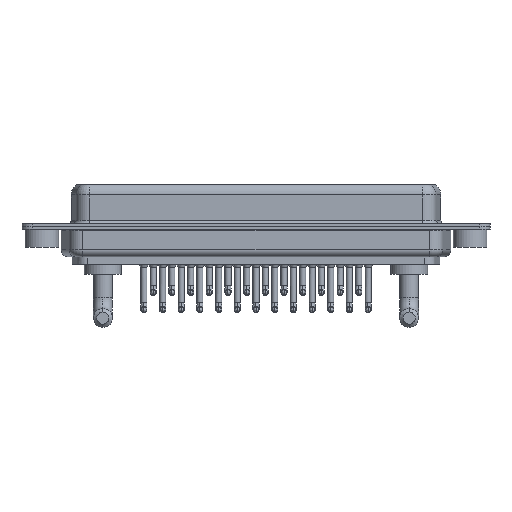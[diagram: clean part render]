
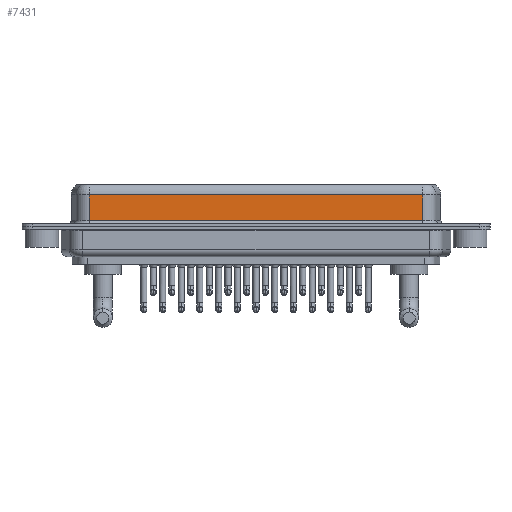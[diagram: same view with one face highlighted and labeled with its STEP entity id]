
A CAD part, front view. The second image highlights one B-rep face of the part: STEP entity #7431.
In plain terms, the highlighted planar face has unit normal (0, -1, 0).
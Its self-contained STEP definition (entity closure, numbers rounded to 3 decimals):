
#150 = VERTEX_POINT ( 'NONE', #8941 ) ;
#1139 = EDGE_CURVE ( 'NONE', #14964, #6009, #15082, .T. ) ;
#1621 = CARTESIAN_POINT ( 'NONE',  ( 7.038, -3.95, 0.9 ) ) ;
#2491 = CARTESIAN_POINT ( 'NONE',  ( 56.462, -3.95, 6.4 ) ) ;
#3022 = ORIENTED_EDGE ( 'NONE', *, *, #9443, .T. ) ;
#3873 = VECTOR ( 'NONE', #9500, 1000. ) ;
#4115 = CARTESIAN_POINT ( 'NONE',  ( 7.038, -3.95, 4.65 ) ) ;
#6009 = VERTEX_POINT ( 'NONE', #17840 ) ;
#6674 = VECTOR ( 'NONE', #17797, 1000. ) ;
#7431 = ADVANCED_FACE ( 'NONE', ( #22111 ), #12542, .F. ) ;
#7676 = CARTESIAN_POINT ( 'NONE',  ( 56.462, -3.95, 0.9 ) ) ;
#7975 = LINE ( 'NONE', #15152, #3873 ) ;
#8362 = EDGE_CURVE ( 'NONE', #150, #24312, #10846, .T. ) ;
#8941 = CARTESIAN_POINT ( 'NONE',  ( 56.462, -3.95, 4.65 ) ) ;
#9443 = EDGE_CURVE ( 'NONE', #24312, #14964, #7975, .T. ) ;
#9500 = DIRECTION ( 'NONE',  ( 0., 0., -1. ) ) ;
#10116 = LINE ( 'NONE', #19312, #6674 ) ;
#10383 = EDGE_CURVE ( 'NONE', #150, #6009, #10116, .T. ) ;
#10846 = LINE ( 'NONE', #20665, #22715 ) ;
#11158 = DIRECTION ( 'NONE',  ( 0., 1., 0. ) ) ;
#11807 = DIRECTION ( 'NONE',  ( 1., 0., 0. ) ) ;
#12542 = PLANE ( 'NONE',  #18257 ) ;
#12892 = VECTOR ( 'NONE', #11807, 1000. ) ;
#14964 = VERTEX_POINT ( 'NONE', #1621 ) ;
#15082 = LINE ( 'NONE', #7676, #12892 ) ;
#15152 = CARTESIAN_POINT ( 'NONE',  ( 7.038, -3.95, 6.4 ) ) ;
#15741 = EDGE_LOOP ( 'NONE', ( #18921, #17788, #3022, #20601 ) ) ;
#16562 = DIRECTION ( 'NONE',  ( 0., 0., 1. ) ) ;
#17788 = ORIENTED_EDGE ( 'NONE', *, *, #8362, .T. ) ;
#17797 = DIRECTION ( 'NONE',  ( 0., 0., -1. ) ) ;
#17840 = CARTESIAN_POINT ( 'NONE',  ( 56.462, -3.95, 0.9 ) ) ;
#18257 = AXIS2_PLACEMENT_3D ( 'NONE', #2491, #11158, #16562 ) ;
#18921 = ORIENTED_EDGE ( 'NONE', *, *, #10383, .F. ) ;
#19312 = CARTESIAN_POINT ( 'NONE',  ( 56.462, -3.95, 6.4 ) ) ;
#20601 = ORIENTED_EDGE ( 'NONE', *, *, #1139, .T. ) ;
#20665 = CARTESIAN_POINT ( 'NONE',  ( 56.462, -3.95, 4.65 ) ) ;
#22111 = FACE_OUTER_BOUND ( 'NONE', #15741, .T. ) ;
#22715 = VECTOR ( 'NONE', #24434, 1000. ) ;
#24312 = VERTEX_POINT ( 'NONE', #4115 ) ;
#24434 = DIRECTION ( 'NONE',  ( -1., 0., 0. ) ) ;
